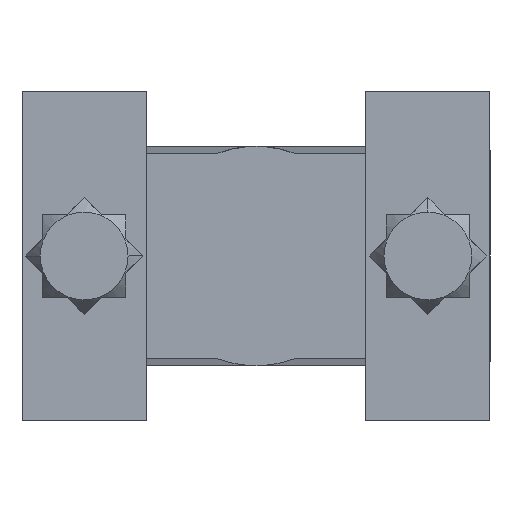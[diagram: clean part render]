
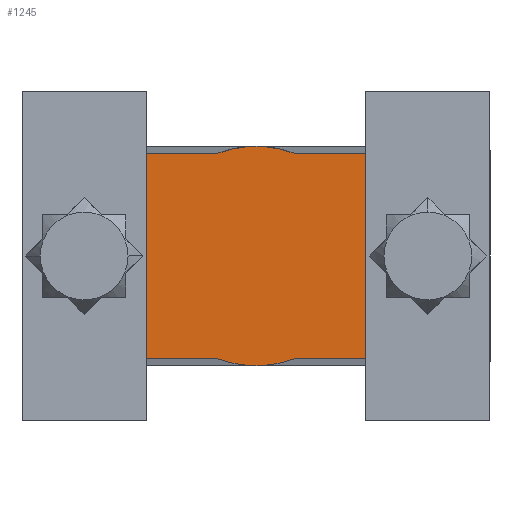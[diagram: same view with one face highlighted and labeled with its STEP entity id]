
A CAD part, front view. The second image highlights one B-rep face of the part: STEP entity #1245.
In plain terms, the highlighted planar face has unit normal (0, -1, 0).
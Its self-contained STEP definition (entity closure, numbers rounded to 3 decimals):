
#37 = ORIENTED_EDGE ( 'NONE', *, *, #1284, .T. ) ;
#81 = VERTEX_POINT ( 'NONE', #572 ) ;
#95 = DIRECTION ( 'NONE',  ( 1., 0., 0. ) ) ;
#131 = LINE ( 'NONE', #1572, #1930 ) ;
#140 = DIRECTION ( 'NONE',  ( 1., 0., 0. ) ) ;
#147 = EDGE_CURVE ( 'NONE', #2124, #1246, #596, .T. ) ;
#222 = VECTOR ( 'NONE', #95, 1000. ) ;
#263 = DIRECTION ( 'NONE',  ( -1., 0., 0. ) ) ;
#290 = VERTEX_POINT ( 'NONE', #1632 ) ;
#297 = CARTESIAN_POINT ( 'NONE',  ( 0., -3., 0. ) ) ;
#299 = EDGE_CURVE ( 'NONE', #2130, #2124, #1047, .T. ) ;
#306 = ORIENTED_EDGE ( 'NONE', *, *, #147, .F. ) ;
#346 = FACE_OUTER_BOUND ( 'NONE', #2044, .T. ) ;
#360 = AXIS2_PLACEMENT_3D ( 'NONE', #297, #945, #1588 ) ;
#366 = ORIENTED_EDGE ( 'NONE', *, *, #1784, .F. ) ;
#381 = ORIENTED_EDGE ( 'NONE', *, *, #1127, .F. ) ;
#424 = DIRECTION ( 'NONE',  ( 0., 0., -1. ) ) ;
#435 = CARTESIAN_POINT ( 'NONE',  ( 0., -3., 0. ) ) ;
#458 = AXIS2_PLACEMENT_3D ( 'NONE', #435, #1420, #424 ) ;
#483 = DIRECTION ( 'NONE',  ( 0., 0., 1. ) ) ;
#508 = CARTESIAN_POINT ( 'NONE',  ( -3.2, -3., 1.395 ) ) ;
#509 = CARTESIAN_POINT ( 'NONE',  ( -1.5, -3., 1.395 ) ) ;
#517 = CARTESIAN_POINT ( 'NONE',  ( 0.551, -3., -1.395 ) ) ;
#542 = LINE ( 'NONE', #1704, #2081 ) ;
#546 = LINE ( 'NONE', #1696, #1046 ) ;
#572 = CARTESIAN_POINT ( 'NONE',  ( -1.5, -3., -1.395 ) ) ;
#596 = LINE ( 'NONE', #1730, #222 ) ;
#640 = LINE ( 'NONE', #1957, #1932 ) ;
#654 = EDGE_CURVE ( 'NONE', #852, #1881, #1798, .T. ) ;
#742 = CIRCLE ( 'NONE', #909, 1.5 ) ;
#786 = ORIENTED_EDGE ( 'NONE', *, *, #1024, .F. ) ;
#812 = CARTESIAN_POINT ( 'NONE',  ( -0.551, -3., -1.395 ) ) ;
#817 = EDGE_CURVE ( 'NONE', #978, #2130, #2105, .T. ) ;
#852 = VERTEX_POINT ( 'NONE', #517 ) ;
#896 = ORIENTED_EDGE ( 'NONE', *, *, #817, .F. ) ;
#900 = ORIENTED_EDGE ( 'NONE', *, *, #2143, .F. ) ;
#901 = CARTESIAN_POINT ( 'NONE',  ( 0., -3., -1.5 ) ) ;
#909 = AXIS2_PLACEMENT_3D ( 'NONE', #1141, #1277, #1324 ) ;
#936 = VERTEX_POINT ( 'NONE', #812 ) ;
#945 = DIRECTION ( 'NONE',  ( 0., 1., 0. ) ) ;
#949 = CARTESIAN_POINT ( 'NONE',  ( 0.551, -3., 1.395 ) ) ;
#978 = VERTEX_POINT ( 'NONE', #509 ) ;
#994 = CARTESIAN_POINT ( 'NONE',  ( 1.5, -3., -1.518 ) ) ;
#1024 = EDGE_CURVE ( 'NONE', #1881, #936, #742, .T. ) ;
#1046 = VECTOR ( 'NONE', #1534, 1000. ) ;
#1047 = CIRCLE ( 'NONE', #360, 1.5 ) ;
#1054 = AXIS2_PLACEMENT_3D ( 'NONE', #994, #1818, #1482 ) ;
#1127 = EDGE_CURVE ( 'NONE', #81, #978, #542, .T. ) ;
#1141 = CARTESIAN_POINT ( 'NONE',  ( 0., -3., 0. ) ) ;
#1196 = DIRECTION ( 'NONE',  ( 0., 0., 1. ) ) ;
#1245 = ADVANCED_FACE ( 'NONE', ( #346 ), #1451, .F. ) ;
#1246 = VERTEX_POINT ( 'NONE', #1981 ) ;
#1277 = DIRECTION ( 'NONE',  ( 0., 1., 0. ) ) ;
#1284 = EDGE_CURVE ( 'NONE', #290, #1246, #640, .T. ) ;
#1324 = DIRECTION ( 'NONE',  ( 0., 0., -1. ) ) ;
#1420 = DIRECTION ( 'NONE',  ( 0., 1., 0. ) ) ;
#1445 = ORIENTED_EDGE ( 'NONE', *, *, #299, .F. ) ;
#1451 = PLANE ( 'NONE',  #1054 ) ;
#1482 = DIRECTION ( 'NONE',  ( 0., 0., 1. ) ) ;
#1534 = DIRECTION ( 'NONE',  ( -1., 0., 0. ) ) ;
#1572 = CARTESIAN_POINT ( 'NONE',  ( 1.5, -3., -1.395 ) ) ;
#1588 = DIRECTION ( 'NONE',  ( 0., 0., -1. ) ) ;
#1632 = CARTESIAN_POINT ( 'NONE',  ( 1.5, -3., -1.395 ) ) ;
#1695 = VECTOR ( 'NONE', #140, 1000. ) ;
#1696 = CARTESIAN_POINT ( 'NONE',  ( 1.5, -3., -1.395 ) ) ;
#1704 = CARTESIAN_POINT ( 'NONE',  ( -1.5, -3., -1.518 ) ) ;
#1730 = CARTESIAN_POINT ( 'NONE',  ( 1.5, -3., 1.395 ) ) ;
#1784 = EDGE_CURVE ( 'NONE', #290, #852, #546, .T. ) ;
#1798 = CIRCLE ( 'NONE', #458, 1.5 ) ;
#1818 = DIRECTION ( 'NONE',  ( 0., 1., 0. ) ) ;
#1881 = VERTEX_POINT ( 'NONE', #901 ) ;
#1908 = CARTESIAN_POINT ( 'NONE',  ( -0.551, -3., 1.395 ) ) ;
#1930 = VECTOR ( 'NONE', #263, 1000. ) ;
#1932 = VECTOR ( 'NONE', #483, 1000. ) ;
#1957 = CARTESIAN_POINT ( 'NONE',  ( 1.5, -3., -2.25 ) ) ;
#1981 = CARTESIAN_POINT ( 'NONE',  ( 1.5, -3., 1.395 ) ) ;
#1984 = ORIENTED_EDGE ( 'NONE', *, *, #654, .F. ) ;
#2044 = EDGE_LOOP ( 'NONE', ( #1445, #896, #381, #900, #786, #1984, #366, #37, #306 ) ) ;
#2081 = VECTOR ( 'NONE', #1196, 1000. ) ;
#2105 = LINE ( 'NONE', #508, #1695 ) ;
#2124 = VERTEX_POINT ( 'NONE', #949 ) ;
#2130 = VERTEX_POINT ( 'NONE', #1908 ) ;
#2143 = EDGE_CURVE ( 'NONE', #936, #81, #131, .T. ) ;
